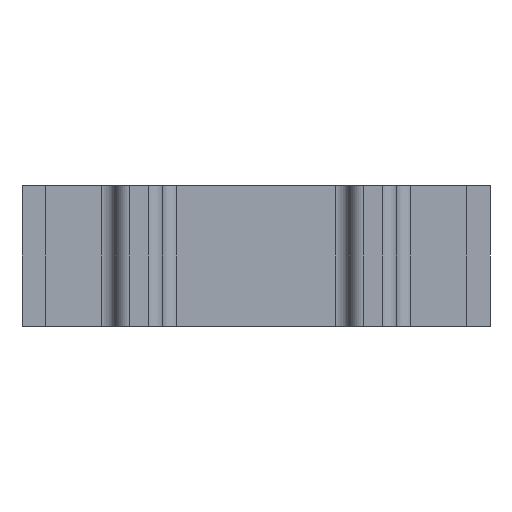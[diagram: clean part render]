
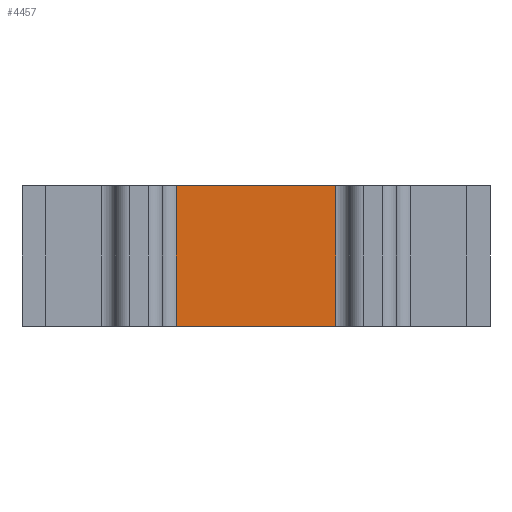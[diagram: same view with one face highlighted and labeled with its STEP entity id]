
A CAD part, front view. The second image highlights one B-rep face of the part: STEP entity #4457.
In plain terms, the highlighted planar face has unit normal (0, -1, 0).
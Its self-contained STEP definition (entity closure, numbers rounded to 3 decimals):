
#129 = PLANE('',#130);
#130 = AXIS2_PLACEMENT_3D('',#131,#132,#133);
#131 = CARTESIAN_POINT('',(0.,-3.144,30.));
#132 = DIRECTION('',(-0.,-0.,-1.));
#133 = DIRECTION('',(-1.,0.,0.));
#188 = PLANE('',#189);
#189 = AXIS2_PLACEMENT_3D('',#190,#191,#192);
#190 = CARTESIAN_POINT('',(0.,-3.144,0.));
#191 = DIRECTION('',(-0.,-0.,-1.));
#192 = DIRECTION('',(-1.,0.,0.));
#998 = VERTEX_POINT('',#999);
#999 = CARTESIAN_POINT('',(17.,-2.,0.));
#1018 = CYLINDRICAL_SURFACE('',#1019,3.);
#1019 = AXIS2_PLACEMENT_3D('',#1020,#1021,#1022);
#1020 = CARTESIAN_POINT('',(17.,-5.,0.));
#1021 = DIRECTION('',(-0.,-0.,-1.));
#1022 = DIRECTION('',(1.,0.,0.));
#1030 = EDGE_CURVE('',#1031,#998,#1033,.T.);
#1031 = VERTEX_POINT('',#1032);
#1032 = CARTESIAN_POINT('',(-17.,-2.,0.));
#1033 = SURFACE_CURVE('',#1034,(#1038,#1045),.PCURVE_S1.);
#1034 = LINE('',#1035,#1036);
#1035 = CARTESIAN_POINT('',(-17.,-2.,0.));
#1036 = VECTOR('',#1037,1.);
#1037 = DIRECTION('',(1.,0.,0.));
#1038 = PCURVE('',#188,#1039);
#1039 = DEFINITIONAL_REPRESENTATION('',(#1040),#1044);
#1040 = LINE('',#1041,#1042);
#1041 = CARTESIAN_POINT('',(17.,1.144));
#1042 = VECTOR('',#1043,1.);
#1043 = DIRECTION('',(-1.,0.));
#1044 = ( GEOMETRIC_REPRESENTATION_CONTEXT(2) 
PARAMETRIC_REPRESENTATION_CONTEXT() REPRESENTATION_CONTEXT('2D SPACE',''
  ) );
#1045 = PCURVE('',#1046,#1051);
#1046 = PLANE('',#1047);
#1047 = AXIS2_PLACEMENT_3D('',#1048,#1049,#1050);
#1048 = CARTESIAN_POINT('',(-17.,-2.,0.));
#1049 = DIRECTION('',(0.,1.,0.));
#1050 = DIRECTION('',(1.,0.,0.));
#1051 = DEFINITIONAL_REPRESENTATION('',(#1052),#1056);
#1052 = LINE('',#1053,#1054);
#1053 = CARTESIAN_POINT('',(0.,0.));
#1054 = VECTOR('',#1055,1.);
#1055 = DIRECTION('',(1.,0.));
#1056 = ( GEOMETRIC_REPRESENTATION_CONTEXT(2) 
PARAMETRIC_REPRESENTATION_CONTEXT() REPRESENTATION_CONTEXT('2D SPACE',''
  ) );
#1079 = CYLINDRICAL_SURFACE('',#1080,3.);
#1080 = AXIS2_PLACEMENT_3D('',#1081,#1082,#1083);
#1081 = CARTESIAN_POINT('',(-17.,-5.,0.));
#1082 = DIRECTION('',(-0.,-0.,-1.));
#1083 = DIRECTION('',(1.,0.,0.));
#1892 = VERTEX_POINT('',#1893);
#1893 = CARTESIAN_POINT('',(17.,-2.,30.));
#1919 = EDGE_CURVE('',#1920,#1892,#1922,.T.);
#1920 = VERTEX_POINT('',#1921);
#1921 = CARTESIAN_POINT('',(-17.,-2.,30.));
#1922 = SURFACE_CURVE('',#1923,(#1927,#1934),.PCURVE_S1.);
#1923 = LINE('',#1924,#1925);
#1924 = CARTESIAN_POINT('',(-17.,-2.,30.));
#1925 = VECTOR('',#1926,1.);
#1926 = DIRECTION('',(1.,0.,0.));
#1927 = PCURVE('',#129,#1928);
#1928 = DEFINITIONAL_REPRESENTATION('',(#1929),#1933);
#1929 = LINE('',#1930,#1931);
#1930 = CARTESIAN_POINT('',(17.,1.144));
#1931 = VECTOR('',#1932,1.);
#1932 = DIRECTION('',(-1.,0.));
#1933 = ( GEOMETRIC_REPRESENTATION_CONTEXT(2) 
PARAMETRIC_REPRESENTATION_CONTEXT() REPRESENTATION_CONTEXT('2D SPACE',''
  ) );
#1934 = PCURVE('',#1046,#1935);
#1935 = DEFINITIONAL_REPRESENTATION('',(#1936),#1940);
#1936 = LINE('',#1937,#1938);
#1937 = CARTESIAN_POINT('',(0.,-30.));
#1938 = VECTOR('',#1939,1.);
#1939 = DIRECTION('',(1.,0.));
#1940 = ( GEOMETRIC_REPRESENTATION_CONTEXT(2) 
PARAMETRIC_REPRESENTATION_CONTEXT() REPRESENTATION_CONTEXT('2D SPACE',''
  ) );
#4436 = EDGE_CURVE('',#998,#1892,#4437,.T.);
#4437 = SURFACE_CURVE('',#4438,(#4442,#4449),.PCURVE_S1.);
#4438 = LINE('',#4439,#4440);
#4439 = CARTESIAN_POINT('',(17.,-2.,0.));
#4440 = VECTOR('',#4441,1.);
#4441 = DIRECTION('',(0.,0.,1.));
#4442 = PCURVE('',#1018,#4443);
#4443 = DEFINITIONAL_REPRESENTATION('',(#4444),#4448);
#4444 = LINE('',#4445,#4446);
#4445 = CARTESIAN_POINT('',(-1.571,0.));
#4446 = VECTOR('',#4447,1.);
#4447 = DIRECTION('',(-0.,-1.));
#4448 = ( GEOMETRIC_REPRESENTATION_CONTEXT(2) 
PARAMETRIC_REPRESENTATION_CONTEXT() REPRESENTATION_CONTEXT('2D SPACE',''
  ) );
#4449 = PCURVE('',#1046,#4450);
#4450 = DEFINITIONAL_REPRESENTATION('',(#4451),#4455);
#4451 = LINE('',#4452,#4453);
#4452 = CARTESIAN_POINT('',(34.,0.));
#4453 = VECTOR('',#4454,1.);
#4454 = DIRECTION('',(0.,-1.));
#4455 = ( GEOMETRIC_REPRESENTATION_CONTEXT(2) 
PARAMETRIC_REPRESENTATION_CONTEXT() REPRESENTATION_CONTEXT('2D SPACE',''
  ) );
#4457 = ADVANCED_FACE('',(#4458),#1046,.F.);
#4458 = FACE_BOUND('',#4459,.F.);
#4459 = EDGE_LOOP('',(#4460,#4481,#4482,#4483));
#4460 = ORIENTED_EDGE('',*,*,#4461,.T.);
#4461 = EDGE_CURVE('',#1031,#1920,#4462,.T.);
#4462 = SURFACE_CURVE('',#4463,(#4467,#4474),.PCURVE_S1.);
#4463 = LINE('',#4464,#4465);
#4464 = CARTESIAN_POINT('',(-17.,-2.,0.));
#4465 = VECTOR('',#4466,1.);
#4466 = DIRECTION('',(0.,0.,1.));
#4467 = PCURVE('',#1046,#4468);
#4468 = DEFINITIONAL_REPRESENTATION('',(#4469),#4473);
#4469 = LINE('',#4470,#4471);
#4470 = CARTESIAN_POINT('',(0.,0.));
#4471 = VECTOR('',#4472,1.);
#4472 = DIRECTION('',(0.,-1.));
#4473 = ( GEOMETRIC_REPRESENTATION_CONTEXT(2) 
PARAMETRIC_REPRESENTATION_CONTEXT() REPRESENTATION_CONTEXT('2D SPACE',''
  ) );
#4474 = PCURVE('',#1079,#4475);
#4475 = DEFINITIONAL_REPRESENTATION('',(#4476),#4480);
#4476 = LINE('',#4477,#4478);
#4477 = CARTESIAN_POINT('',(-1.571,0.));
#4478 = VECTOR('',#4479,1.);
#4479 = DIRECTION('',(-0.,-1.));
#4480 = ( GEOMETRIC_REPRESENTATION_CONTEXT(2) 
PARAMETRIC_REPRESENTATION_CONTEXT() REPRESENTATION_CONTEXT('2D SPACE',''
  ) );
#4481 = ORIENTED_EDGE('',*,*,#1919,.T.);
#4482 = ORIENTED_EDGE('',*,*,#4436,.F.);
#4483 = ORIENTED_EDGE('',*,*,#1030,.F.);
